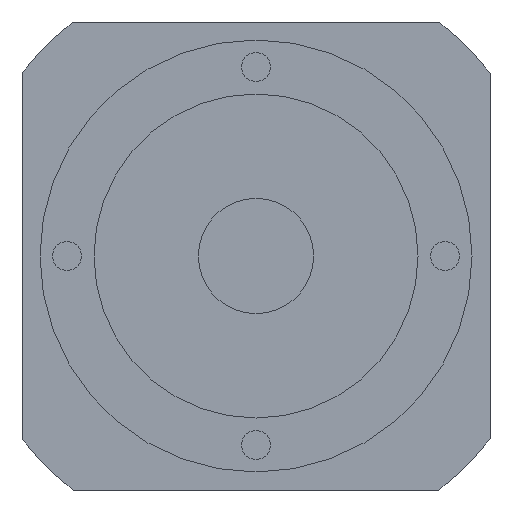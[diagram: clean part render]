
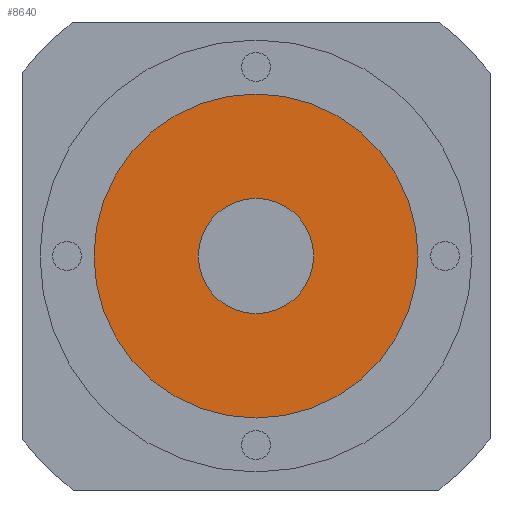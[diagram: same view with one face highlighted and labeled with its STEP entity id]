
A CAD part, front view. The second image highlights one B-rep face of the part: STEP entity #8640.
In plain terms, the highlighted planar face has unit normal (0, -1, 0).
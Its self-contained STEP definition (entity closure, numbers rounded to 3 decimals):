
#86 = ORIENTED_EDGE ( 'NONE', *, *, #15565, .T. ) ;
#353 = AXIS2_PLACEMENT_3D ( 'NONE', #14403, #9674, #14319 ) ;
#1122 = ORIENTED_EDGE ( 'NONE', *, *, #4576, .F. ) ;
#1248 = DIRECTION ( 'NONE',  ( 0., 0., -1. ) ) ;
#1309 = CARTESIAN_POINT ( 'NONE',  ( 0., 59.5, 0. ) ) ;
#1384 = DIRECTION ( 'NONE',  ( 0., -1., 0. ) ) ;
#1743 = VERTEX_POINT ( 'NONE', #2169 ) ;
#2169 = CARTESIAN_POINT ( 'NONE',  ( 0., 59.5, -45. ) ) ;
#2358 = CARTESIAN_POINT ( 'NONE',  ( 0., 59.5, 0. ) ) ;
#3125 = ORIENTED_EDGE ( 'NONE', *, *, #6027, .F. ) ;
#3233 = PLANE ( 'NONE',  #7789 ) ;
#3532 = CIRCLE ( 'NONE', #8083, 45. ) ;
#3743 = CIRCLE ( 'NONE', #7540, 45. ) ;
#3837 = DIRECTION ( 'NONE',  ( 0., 0., -1. ) ) ;
#3889 = CIRCLE ( 'NONE', #353, 16. ) ;
#4576 = EDGE_CURVE ( 'NONE', #13386, #9651, #3889, .T. ) ;
#5169 = CIRCLE ( 'NONE', #13987, 16. ) ;
#5844 = DIRECTION ( 'NONE',  ( 0., 0., -1. ) ) ;
#6027 = EDGE_CURVE ( 'NONE', #9651, #13386, #5169, .T. ) ;
#7195 = DIRECTION ( 'NONE',  ( 0., -1., 0. ) ) ;
#7540 = AXIS2_PLACEMENT_3D ( 'NONE', #2358, #7195, #5844 ) ;
#7596 = ORIENTED_EDGE ( 'NONE', *, *, #8544, .T. ) ;
#7789 = AXIS2_PLACEMENT_3D ( 'NONE', #8383, #15640, #9649 ) ;
#8083 = AXIS2_PLACEMENT_3D ( 'NONE', #9714, #15625, #1248 ) ;
#8383 = CARTESIAN_POINT ( 'NONE',  ( -16., 59.5, 0. ) ) ;
#8544 = EDGE_CURVE ( 'NONE', #10906, #1743, #3743, .T. ) ;
#8640 = ADVANCED_FACE ( 'NONE', ( #12956, #10820 ), #3233, .F. ) ;
#8985 = CARTESIAN_POINT ( 'NONE',  ( 0., 59.5, 45. ) ) ;
#9649 = DIRECTION ( 'NONE',  ( 0., 0., 1. ) ) ;
#9651 = VERTEX_POINT ( 'NONE', #15009 ) ;
#9674 = DIRECTION ( 'NONE',  ( 0., -1., 0. ) ) ;
#9714 = CARTESIAN_POINT ( 'NONE',  ( 0., 59.5, 0. ) ) ;
#10820 = FACE_OUTER_BOUND ( 'NONE', #12251, .T. ) ;
#10906 = VERTEX_POINT ( 'NONE', #8985 ) ;
#12251 = EDGE_LOOP ( 'NONE', ( #86, #7596 ) ) ;
#12956 = FACE_BOUND ( 'NONE', #14805, .T. ) ;
#13386 = VERTEX_POINT ( 'NONE', #15495 ) ;
#13987 = AXIS2_PLACEMENT_3D ( 'NONE', #1309, #1384, #3837 ) ;
#14319 = DIRECTION ( 'NONE',  ( 0., 0., -1. ) ) ;
#14403 = CARTESIAN_POINT ( 'NONE',  ( 0., 59.5, 0. ) ) ;
#14805 = EDGE_LOOP ( 'NONE', ( #3125, #1122 ) ) ;
#15009 = CARTESIAN_POINT ( 'NONE',  ( 0., 59.5, -16. ) ) ;
#15495 = CARTESIAN_POINT ( 'NONE',  ( 0., 59.5, 16. ) ) ;
#15565 = EDGE_CURVE ( 'NONE', #1743, #10906, #3532, .T. ) ;
#15625 = DIRECTION ( 'NONE',  ( 0., -1., 0. ) ) ;
#15640 = DIRECTION ( 'NONE',  ( 0., 1., 0. ) ) ;
